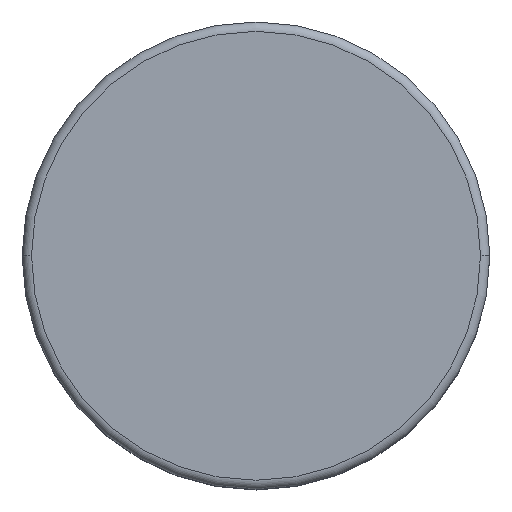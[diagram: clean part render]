
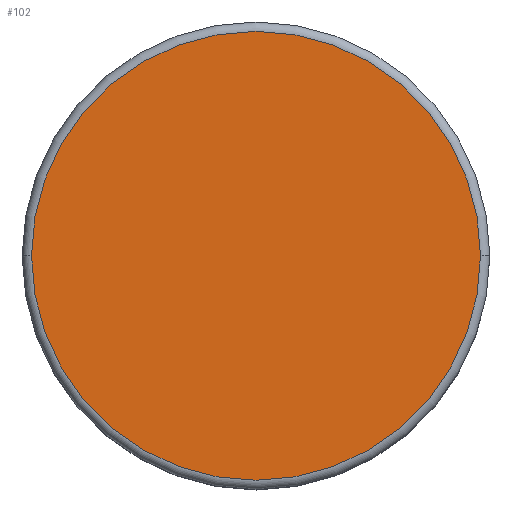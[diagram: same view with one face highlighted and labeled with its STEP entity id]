
A CAD part, top view. The second image highlights one B-rep face of the part: STEP entity #102.
In plain terms, the highlighted planar face has unit normal (0, 0, 1).
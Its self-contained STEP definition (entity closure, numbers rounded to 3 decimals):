
#102 = ADVANCED_FACE ( 'NONE', ( #742 ), #750, .F. ) ;
#103 = EDGE_CURVE ( 'NONE', #247, #310, #768, .T. ) ;
#105 = ORIENTED_EDGE ( 'NONE', *, *, #103, .F. ) ;
#113 = EDGE_LOOP ( 'NONE', ( #489, #105 ) ) ;
#247 = VERTEX_POINT ( 'NONE', #849 ) ;
#310 = VERTEX_POINT ( 'NONE', #1085 ) ;
#316 = EDGE_CURVE ( 'NONE', #310, #247, #1072, .T. ) ;
#489 = ORIENTED_EDGE ( 'NONE', *, *, #316, .F. ) ;
#712 = AXIS2_PLACEMENT_3D ( 'NONE', #773, #772, #771 ) ;
#742 = FACE_OUTER_BOUND ( 'NONE', #113, .T. ) ;
#750 = PLANE ( 'NONE',  #712 ) ;
#765 = DIRECTION ( 'NONE',  ( -1., 0., 0. ) ) ;
#766 = DIRECTION ( 'NONE',  ( 0., 0., -1. ) ) ;
#767 = CARTESIAN_POINT ( 'NONE',  ( 0., 0., 49. ) ) ;
#768 = CIRCLE ( 'NONE', #776, 9.6 ) ;
#771 = DIRECTION ( 'NONE',  ( -1., 0., 0. ) ) ;
#772 = DIRECTION ( 'NONE',  ( 0., 0., -1. ) ) ;
#773 = CARTESIAN_POINT ( 'NONE',  ( 0., 0., 49. ) ) ;
#776 = AXIS2_PLACEMENT_3D ( 'NONE', #767, #766, #765 ) ;
#849 = CARTESIAN_POINT ( 'NONE',  ( 9.6, 0., 49. ) ) ;
#1072 = CIRCLE ( 'NONE', #1088, 9.6 ) ;
#1084 = DIRECTION ( 'NONE',  ( -1., 0., 0. ) ) ;
#1085 = CARTESIAN_POINT ( 'NONE',  ( -9.6, 0., 49. ) ) ;
#1086 = DIRECTION ( 'NONE',  ( 0., 0., -1. ) ) ;
#1087 = CARTESIAN_POINT ( 'NONE',  ( 0., 0., 49. ) ) ;
#1088 = AXIS2_PLACEMENT_3D ( 'NONE', #1087, #1086, #1084 ) ;
